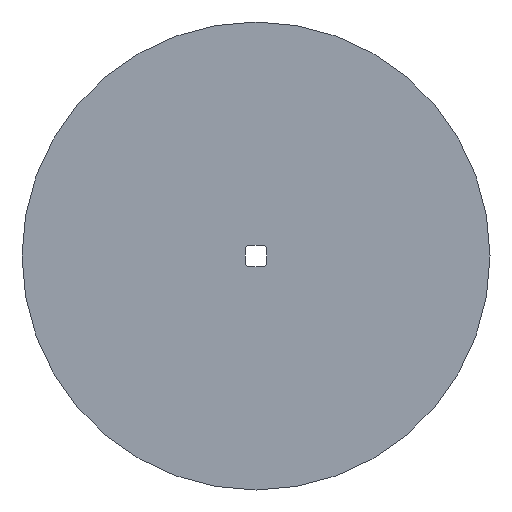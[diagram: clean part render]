
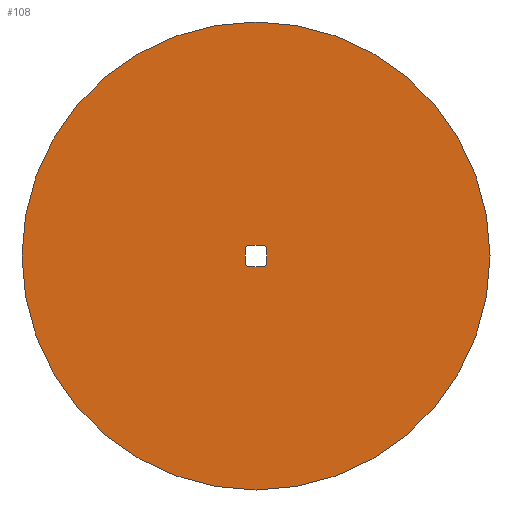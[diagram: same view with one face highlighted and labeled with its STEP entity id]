
A CAD part, front view. The second image highlights one B-rep face of the part: STEP entity #108.
In plain terms, the highlighted planar face has unit normal (0, -1, 0).
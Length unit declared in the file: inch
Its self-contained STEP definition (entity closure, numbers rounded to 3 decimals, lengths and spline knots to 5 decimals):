
#1 = ORIENTED_EDGE ( 'NONE', *, *, #242, .F. ) ;
#9 = CARTESIAN_POINT ( 'NONE',  ( 0., 0., 0. ) ) ;
#13 = VECTOR ( 'NONE', #304, 39.37008 ) ;
#18 = ORIENTED_EDGE ( 'NONE', *, *, #173, .T. ) ;
#19 = VERTEX_POINT ( 'NONE', #46 ) ;
#28 = DIRECTION ( 'NONE',  ( 0., 1., 0. ) ) ;
#29 = CARTESIAN_POINT ( 'NONE',  ( -0.0775, 0., -0.0775 ) ) ;
#34 = CARTESIAN_POINT ( 'NONE',  ( 0.0775, 0., 0.0775 ) ) ;
#36 = AXIS2_PLACEMENT_3D ( 'NONE', #9, #194, #143 ) ;
#37 = EDGE_LOOP ( 'NONE', ( #202, #388, #49, #18, #300, #423, #368, #252 ) ) ;
#46 = CARTESIAN_POINT ( 'NONE',  ( 0.14, 0., 0.0775 ) ) ;
#49 = ORIENTED_EDGE ( 'NONE', *, *, #309, .T. ) ;
#68 = LINE ( 'NONE', #192, #363 ) ;
#69 = DIRECTION ( 'NONE',  ( 0., 0., -1. ) ) ;
#74 = DIRECTION ( 'NONE',  ( 0., 0., 1. ) ) ;
#87 = CARTESIAN_POINT ( 'NONE',  ( 0.14, 0., -0.0775 ) ) ;
#91 = LINE ( 'NONE', #336, #140 ) ;
#95 = VERTEX_POINT ( 'NONE', #245 ) ;
#96 = CARTESIAN_POINT ( 'NONE',  ( 0.14, 0., -0.0775 ) ) ;
#97 = LINE ( 'NONE', #317, #186 ) ;
#98 = AXIS2_PLACEMENT_3D ( 'NONE', #295, #28, #120 ) ;
#107 = CARTESIAN_POINT ( 'NONE',  ( 0., 0., 0. ) ) ;
#108 = ADVANCED_FACE ( 'NONE', ( #265, #222 ), #276, .F. ) ;
#110 = VERTEX_POINT ( 'NONE', #208 ) ;
#112 = VERTEX_POINT ( 'NONE', #206 ) ;
#120 = DIRECTION ( 'NONE',  ( 0., 0., 1. ) ) ;
#125 = CARTESIAN_POINT ( 'NONE',  ( -0.14, 0., -0.0775 ) ) ;
#133 = CARTESIAN_POINT ( 'NONE',  ( 0., 0., -3. ) ) ;
#136 = EDGE_CURVE ( 'NONE', #355, #165, #91, .T. ) ;
#138 = EDGE_CURVE ( 'NONE', #197, #355, #341, .T. ) ;
#140 = VECTOR ( 'NONE', #370, 39.37008 ) ;
#143 = DIRECTION ( 'NONE',  ( 0., 0., 1. ) ) ;
#144 = AXIS2_PLACEMENT_3D ( 'NONE', #34, #237, #69 ) ;
#147 = DIRECTION ( 'NONE',  ( 0., 0., -1. ) ) ;
#151 = EDGE_CURVE ( 'NONE', #333, #110, #97, .T. ) ;
#165 = VERTEX_POINT ( 'NONE', #381 ) ;
#170 = CARTESIAN_POINT ( 'NONE',  ( -0.0775, 0., 0.0775 ) ) ;
#173 = EDGE_CURVE ( 'NONE', #19, #197, #327, .T. ) ;
#176 = CIRCLE ( 'NONE', #418, 0.0625 ) ;
#180 = VERTEX_POINT ( 'NONE', #133 ) ;
#186 = VECTOR ( 'NONE', #301, 39.37008 ) ;
#192 = CARTESIAN_POINT ( 'NONE',  ( 0.0775, 0., 0.14 ) ) ;
#193 = DIRECTION ( 'NONE',  ( 0., 0., 1. ) ) ;
#194 = DIRECTION ( 'NONE',  ( 0., 1., 0. ) ) ;
#197 = VERTEX_POINT ( 'NONE', #87 ) ;
#202 = ORIENTED_EDGE ( 'NONE', *, *, #204, .T. ) ;
#204 = EDGE_CURVE ( 'NONE', #110, #366, #176, .T. ) ;
#206 = CARTESIAN_POINT ( 'NONE',  ( 0.0775, 0., 0.14 ) ) ;
#208 = CARTESIAN_POINT ( 'NONE',  ( -0.14, 0., 0.0775 ) ) ;
#219 = CIRCLE ( 'NONE', #98, 3. ) ;
#221 = AXIS2_PLACEMENT_3D ( 'NONE', #256, #225, #357 ) ;
#222 = FACE_BOUND ( 'NONE', #37, .T. ) ;
#223 = CIRCLE ( 'NONE', #144, 0.0625 ) ;
#224 = EDGE_LOOP ( 'NONE', ( #1, #399 ) ) ;
#225 = DIRECTION ( 'NONE',  ( 0., 1., 0. ) ) ;
#237 = DIRECTION ( 'NONE',  ( 0., 1., 0. ) ) ;
#242 = EDGE_CURVE ( 'NONE', #180, #95, #401, .T. ) ;
#245 = CARTESIAN_POINT ( 'NONE',  ( 0., 0., 3. ) ) ;
#247 = AXIS2_PLACEMENT_3D ( 'NONE', #107, #348, #74 ) ;
#250 = CIRCLE ( 'NONE', #414, 0.0625 ) ;
#252 = ORIENTED_EDGE ( 'NONE', *, *, #151, .T. ) ;
#256 = CARTESIAN_POINT ( 'NONE',  ( 0.0775, 0., -0.0775 ) ) ;
#265 = FACE_OUTER_BOUND ( 'NONE', #224, .T. ) ;
#275 = EDGE_CURVE ( 'NONE', #95, #180, #219, .T. ) ;
#276 = PLANE ( 'NONE',  #247 ) ;
#280 = DIRECTION ( 'NONE',  ( 0., 1., 0. ) ) ;
#295 = CARTESIAN_POINT ( 'NONE',  ( 0., 0., 0. ) ) ;
#298 = DIRECTION ( 'NONE',  ( 1., 0., 0. ) ) ;
#300 = ORIENTED_EDGE ( 'NONE', *, *, #138, .T. ) ;
#301 = DIRECTION ( 'NONE',  ( 0., 0., 1. ) ) ;
#304 = DIRECTION ( 'NONE',  ( 0., 0., -1. ) ) ;
#309 = EDGE_CURVE ( 'NONE', #112, #19, #223, .T. ) ;
#317 = CARTESIAN_POINT ( 'NONE',  ( -0.14, 0., -0.0775 ) ) ;
#321 = CARTESIAN_POINT ( 'NONE',  ( 0.0775, 0., -0.14 ) ) ;
#327 = LINE ( 'NONE', #96, #13 ) ;
#333 = VERTEX_POINT ( 'NONE', #125 ) ;
#336 = CARTESIAN_POINT ( 'NONE',  ( 0.0775, 0., -0.14 ) ) ;
#341 = CIRCLE ( 'NONE', #221, 0.0625 ) ;
#342 = EDGE_CURVE ( 'NONE', #366, #112, #68, .T. ) ;
#348 = DIRECTION ( 'NONE',  ( 0., 1., 0. ) ) ;
#349 = EDGE_CURVE ( 'NONE', #165, #333, #250, .T. ) ;
#355 = VERTEX_POINT ( 'NONE', #321 ) ;
#357 = DIRECTION ( 'NONE',  ( 0., 0., -1. ) ) ;
#363 = VECTOR ( 'NONE', #298, 39.37008 ) ;
#366 = VERTEX_POINT ( 'NONE', #419 ) ;
#368 = ORIENTED_EDGE ( 'NONE', *, *, #349, .T. ) ;
#370 = DIRECTION ( 'NONE',  ( -1., 0., 0. ) ) ;
#381 = CARTESIAN_POINT ( 'NONE',  ( -0.0775, 0., -0.14 ) ) ;
#388 = ORIENTED_EDGE ( 'NONE', *, *, #342, .T. ) ;
#399 = ORIENTED_EDGE ( 'NONE', *, *, #275, .F. ) ;
#401 = CIRCLE ( 'NONE', #36, 3. ) ;
#414 = AXIS2_PLACEMENT_3D ( 'NONE', #29, #425, #193 ) ;
#418 = AXIS2_PLACEMENT_3D ( 'NONE', #170, #280, #147 ) ;
#419 = CARTESIAN_POINT ( 'NONE',  ( -0.0775, 0., 0.14 ) ) ;
#423 = ORIENTED_EDGE ( 'NONE', *, *, #136, .T. ) ;
#425 = DIRECTION ( 'NONE',  ( 0., 1., 0. ) ) ;
